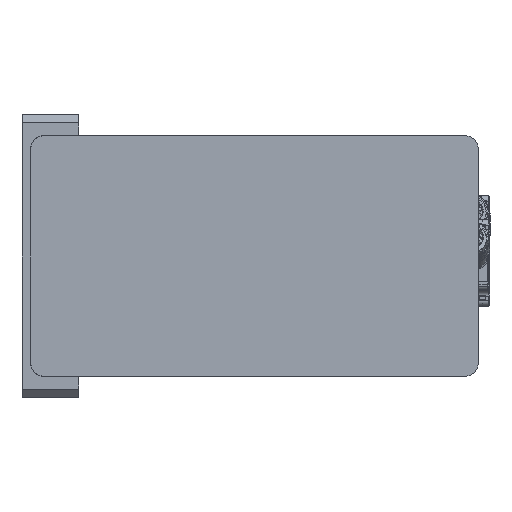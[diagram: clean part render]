
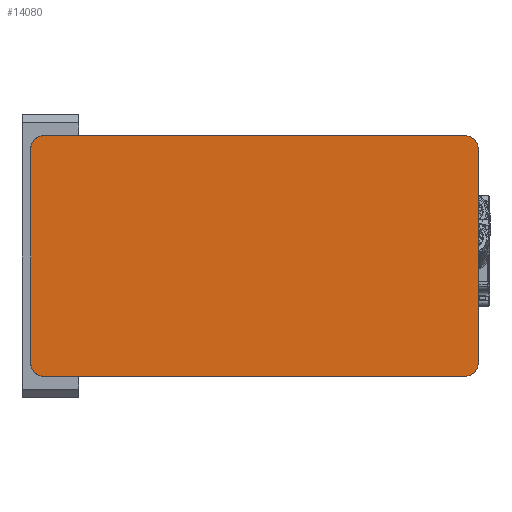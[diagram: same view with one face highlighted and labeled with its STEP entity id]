
A CAD part, front view. The second image highlights one B-rep face of the part: STEP entity #14080.
In plain terms, the highlighted face is planar.
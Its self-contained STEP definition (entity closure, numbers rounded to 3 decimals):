
#202 = DIRECTION ( 'NONE',  ( -1., 0., 0. ) ) ;
#1957 = CARTESIAN_POINT ( 'NONE',  ( -37.5, 113., -83. ) ) ;
#2692 = VERTEX_POINT ( 'NONE', #15443 ) ;
#4010 = DIRECTION ( 'NONE',  ( 0., 1., 0. ) ) ;
#5859 = DIRECTION ( 'NONE',  ( 0., -1., 0. ) ) ;
#7784 = ORIENTED_EDGE ( 'NONE', *, *, #20753, .T. ) ;
#8857 = DIRECTION ( 'NONE',  ( 0., 0., -1. ) ) ;
#9234 = AXIS2_PLACEMENT_3D ( 'NONE', #69871, #51661, #202 ) ;
#10094 = CARTESIAN_POINT ( 'NONE',  ( -42.5, -40., -83. ) ) ;
#13880 = DIRECTION ( 'NONE',  ( -1., 0., 0. ) ) ;
#14080 = ADVANCED_FACE ( 'NONE', ( #46958 ), #52309, .T. ) ;
#14192 = VERTEX_POINT ( 'NONE', #51788 ) ;
#14763 = EDGE_CURVE ( 'NONE', #35164, #19717, #73119, .T. ) ;
#15443 = CARTESIAN_POINT ( 'NONE',  ( -37.5, 118., -83. ) ) ;
#17744 = CIRCLE ( 'NONE', #29910, 5. ) ;
#19717 = VERTEX_POINT ( 'NONE', #29031 ) ;
#20753 = EDGE_CURVE ( 'NONE', #29922, #14192, #51927, .T. ) ;
#21848 = ORIENTED_EDGE ( 'NONE', *, *, #33981, .T. ) ;
#25784 = AXIS2_PLACEMENT_3D ( 'NONE', #1957, #54403, #13880 ) ;
#25900 = AXIS2_PLACEMENT_3D ( 'NONE', #73428, #36606, #30370 ) ;
#26026 = CARTESIAN_POINT ( 'NONE',  ( -42.5, -35., -83. ) ) ;
#26344 = VERTEX_POINT ( 'NONE', #70481 ) ;
#28201 = EDGE_LOOP ( 'NONE', ( #39294, #43149, #35622, #61275, #7784, #21848, #41901, #54013 ) ) ;
#28377 = DIRECTION ( 'NONE',  ( -1., 0., 0. ) ) ;
#29031 = CARTESIAN_POINT ( 'NONE',  ( 42.5, -35., -83. ) ) ;
#29285 = DIRECTION ( 'NONE',  ( 0., 0., -1. ) ) ;
#29910 = AXIS2_PLACEMENT_3D ( 'NONE', #59009, #8857, #31700 ) ;
#29922 = VERTEX_POINT ( 'NONE', #26026 ) ;
#30370 = DIRECTION ( 'NONE',  ( -1., 0., 0. ) ) ;
#30930 = EDGE_CURVE ( 'NONE', #26344, #58396, #61282, .T. ) ;
#31700 = DIRECTION ( 'NONE',  ( -1., 0., 0. ) ) ;
#32236 = EDGE_CURVE ( 'NONE', #2692, #35841, #61283, .T. ) ;
#33981 = EDGE_CURVE ( 'NONE', #14192, #2692, #40111, .T. ) ;
#34469 = CARTESIAN_POINT ( 'NONE',  ( 42.5, -40., -83. ) ) ;
#35082 = DIRECTION ( 'NONE',  ( -1., 0., 0. ) ) ;
#35164 = VERTEX_POINT ( 'NONE', #47959 ) ;
#35622 = ORIENTED_EDGE ( 'NONE', *, *, #30930, .T. ) ;
#35841 = VERTEX_POINT ( 'NONE', #69609 ) ;
#36526 = VECTOR ( 'NONE', #4010, 1000. ) ;
#36606 = DIRECTION ( 'NONE',  ( 0., 0., -1. ) ) ;
#39294 = ORIENTED_EDGE ( 'NONE', *, *, #14763, .T. ) ;
#40111 = CIRCLE ( 'NONE', #25784, 5. ) ;
#41901 = ORIENTED_EDGE ( 'NONE', *, *, #32236, .T. ) ;
#43149 = ORIENTED_EDGE ( 'NONE', *, *, #58592, .T. ) ;
#44115 = VECTOR ( 'NONE', #5859, 1000. ) ;
#46958 = FACE_OUTER_BOUND ( 'NONE', #28201, .T. ) ;
#47800 = CIRCLE ( 'NONE', #55469, 5. ) ;
#47959 = CARTESIAN_POINT ( 'NONE',  ( 42.5, 113., -83. ) ) ;
#50914 = CIRCLE ( 'NONE', #9234, 5. ) ;
#51661 = DIRECTION ( 'NONE',  ( 0., 0., -1. ) ) ;
#51788 = CARTESIAN_POINT ( 'NONE',  ( -42.5, 113., -83. ) ) ;
#51927 = LINE ( 'NONE', #10094, #36526 ) ;
#52309 = PLANE ( 'NONE',  #25900 ) ;
#53064 = EDGE_CURVE ( 'NONE', #35841, #35164, #47800, .T. ) ;
#54013 = ORIENTED_EDGE ( 'NONE', *, *, #53064, .T. ) ;
#54403 = DIRECTION ( 'NONE',  ( 0., 0., -1. ) ) ;
#55469 = AXIS2_PLACEMENT_3D ( 'NONE', #63984, #29285, #35082 ) ;
#56927 = CARTESIAN_POINT ( 'NONE',  ( -42.5, 118., -83. ) ) ;
#58367 = VECTOR ( 'NONE', #28377, 1000. ) ;
#58396 = VERTEX_POINT ( 'NONE', #73686 ) ;
#58592 = EDGE_CURVE ( 'NONE', #19717, #26344, #50914, .T. ) ;
#59009 = CARTESIAN_POINT ( 'NONE',  ( -37.5, -35., -83. ) ) ;
#61275 = ORIENTED_EDGE ( 'NONE', *, *, #73713, .T. ) ;
#61282 = LINE ( 'NONE', #34469, #58367 ) ;
#61283 = LINE ( 'NONE', #56927, #73029 ) ;
#61536 = DIRECTION ( 'NONE',  ( 1., 0., 0. ) ) ;
#63984 = CARTESIAN_POINT ( 'NONE',  ( 37.5, 113., -83. ) ) ;
#69609 = CARTESIAN_POINT ( 'NONE',  ( 37.5, 118., -83. ) ) ;
#69871 = CARTESIAN_POINT ( 'NONE',  ( 37.5, -35., -83. ) ) ;
#70481 = CARTESIAN_POINT ( 'NONE',  ( 37.5, -40., -83. ) ) ;
#73029 = VECTOR ( 'NONE', #61536, 1000. ) ;
#73119 = LINE ( 'NONE', #74986, #44115 ) ;
#73428 = CARTESIAN_POINT ( 'NONE',  ( 0., 0., -83. ) ) ;
#73686 = CARTESIAN_POINT ( 'NONE',  ( -37.5, -40., -83. ) ) ;
#73713 = EDGE_CURVE ( 'NONE', #58396, #29922, #17744, .T. ) ;
#74986 = CARTESIAN_POINT ( 'NONE',  ( 42.5, 118., -83. ) ) ;
